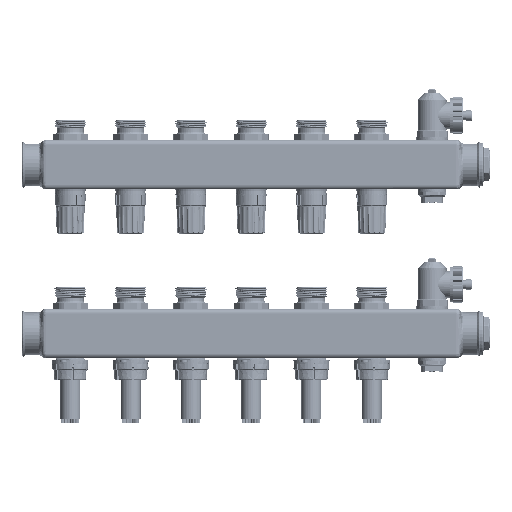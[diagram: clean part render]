
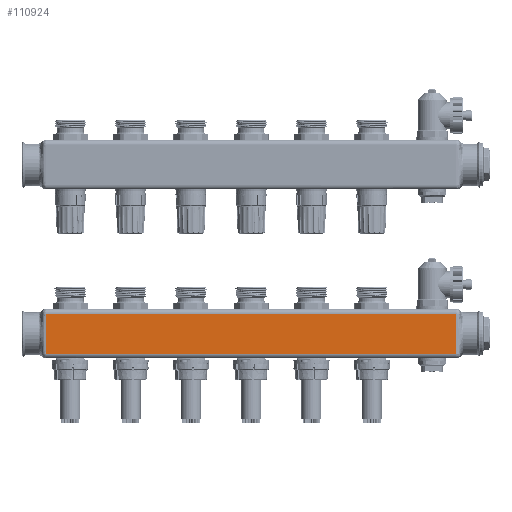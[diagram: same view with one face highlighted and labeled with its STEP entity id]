
A CAD part, front view. The second image highlights one B-rep face of the part: STEP entity #110924.
In plain terms, the highlighted planar face has unit normal (0, -1, 0).
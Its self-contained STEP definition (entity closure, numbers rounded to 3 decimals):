
#106764=CARTESIAN_POINT('',(19.869,-20.,
-16.5));
#106772=CARTESIAN_POINT('',(360.131,-20.,16.5));
#106773=CARTESIAN_POINT('',(360.131,-20.,16.5));
#106774=CARTESIAN_POINT('',(360.152,-20.,
16.011));
#106775=CARTESIAN_POINT('',(360.196,-20.,
15.056));
#106776=CARTESIAN_POINT('',(360.268,-20.,
13.66));
#106777=CARTESIAN_POINT('',(360.342,-20.,
12.351));
#106778=CARTESIAN_POINT('',(360.415,-20.,
11.15));
#106779=CARTESIAN_POINT('',(360.482,-20.,10.064));
#106780=CARTESIAN_POINT('',(360.543,-20.,
9.058));
#106781=CARTESIAN_POINT('',(360.599,-20.,8.084));
#106782=CARTESIAN_POINT('',(360.65,-20.,7.111));
#106783=CARTESIAN_POINT('',(360.696,-20.,6.135));
#106784=CARTESIAN_POINT('',(360.735,-20.,5.159));
#106785=CARTESIAN_POINT('',(360.767,-20.,4.16));
#106786=CARTESIAN_POINT('',(360.793,-20.,3.096));
#106787=CARTESIAN_POINT('',(360.812,-20.,1.923));
#106788=CARTESIAN_POINT('',(360.823,-20.,0.658));
#106789=CARTESIAN_POINT('',(360.823,-20.,-0.614));
#106790=CARTESIAN_POINT('',(360.813,-20.,-1.805));
#106791=CARTESIAN_POINT('',(360.796,-20.,-2.888));
#106792=CARTESIAN_POINT('',(360.774,-20.,-3.9));
#106793=CARTESIAN_POINT('',(360.744,-20.,-4.883));
#106794=CARTESIAN_POINT('',(360.707,-20.,-5.862));
#106795=CARTESIAN_POINT('',(360.664,-20.,-6.838));
#106796=CARTESIAN_POINT('',(360.614,-20.,-7.806));
#106797=CARTESIAN_POINT('',(360.559,-20.,-8.787));
#106798=CARTESIAN_POINT('',(360.497,-20.,-9.822));
#106799=CARTESIAN_POINT('',(360.427,-20.,-10.949));
#106800=CARTESIAN_POINT('',(360.353,-20.,-12.179));
#106801=CARTESIAN_POINT('',(360.276,-20.,-13.512));
#106802=CARTESIAN_POINT('',(360.2,-20.,-14.964));
#106803=CARTESIAN_POINT('',(360.154,-20.,-15.972));
#106804=CARTESIAN_POINT('',(360.131,-20.,-16.5));
#106805=CARTESIAN_POINT('',(360.131,-20.,-16.5));
#106807=CARTESIAN_POINT('',(19.869,-20.,-16.5));
#106808=CARTESIAN_POINT('',(19.869,-20.,-16.5));
#106809=CARTESIAN_POINT('',(19.847,-20.,
-15.999));
#106810=CARTESIAN_POINT('',(19.803,-20.,
-15.025));
#106811=CARTESIAN_POINT('',(19.729,-20.,
-13.613));
#106812=CARTESIAN_POINT('',(19.655,-20.,
-12.302));
#106813=CARTESIAN_POINT('',(19.582,-20.,
-11.107));
#106814=CARTESIAN_POINT('',(19.516,-20.,-10.025));
#106815=CARTESIAN_POINT('',(19.455,-20.,-9.022));
#106816=CARTESIAN_POINT('',(19.399,-20.,-8.048));
#106817=CARTESIAN_POINT('',(19.348,-20.,-7.074));
#106818=CARTESIAN_POINT('',(19.302,-20.,-6.098));
#106819=CARTESIAN_POINT('',(19.264,-20.,-5.121));
#106820=CARTESIAN_POINT('',(19.232,-20.,-4.123));
#106821=CARTESIAN_POINT('',(19.207,-20.,-3.06));
#106822=CARTESIAN_POINT('',(19.188,-20.,-1.887));
#106823=CARTESIAN_POINT('',(19.177,-20.,-0.621));
#106824=CARTESIAN_POINT('',(19.178,-20.,0.653));
#106825=CARTESIAN_POINT('',(19.187,-20.,1.845));
#106826=CARTESIAN_POINT('',(19.204,-20.,2.928));
#106827=CARTESIAN_POINT('',(19.228,-20.,3.939));
#106828=CARTESIAN_POINT('',(19.257,-20.,4.921));
#106829=CARTESIAN_POINT('',(19.294,-20.,5.898));
#106830=CARTESIAN_POINT('',(19.338,-20.,6.872));
#106831=CARTESIAN_POINT('',(19.388,-20.,7.839));
#106832=CARTESIAN_POINT('',(19.443,-20.,8.819));
#106833=CARTESIAN_POINT('',(19.505,-20.,9.855));
#106834=CARTESIAN_POINT('',(19.575,-20.,10.982));
#106835=CARTESIAN_POINT('',(19.649,-20.,12.207));
#106836=CARTESIAN_POINT('',(19.725,-20.,13.532));
#106837=CARTESIAN_POINT('',(19.8,-20.,14.973));
#106838=CARTESIAN_POINT('',(19.846,-20.,15.975));
#106839=CARTESIAN_POINT('',(19.869,-20.,16.5));
#107827=DIRECTION('',(-1.,0.,0.));
#107828=VECTOR('',#107827,340.263);
#107829=CARTESIAN_POINT('',(360.131,-20.,
16.5));
#107830=LINE('',#107829,#107828);
#107831=CARTESIAN_POINT('',(19.869,-20.,
16.5));
#108822=DIRECTION('',(1.,0.,0.));
#108823=VECTOR('',#108822,340.263);
#108824=CARTESIAN_POINT('',(19.869,-20.,
-16.5));
#108825=LINE('',#108824,#108823);
#109481=VERTEX_POINT('',#107831);
#109496=VERTEX_POINT('',#106764);
#109498=VERTEX_POINT('',#106772);
#109499=VERTEX_POINT('',#106805);
#110910=CARTESIAN_POINT('',(190.,-20.,0.));
#110911=DIRECTION('',(0.,1.,0.));
#110912=DIRECTION('',(1.,0.,0.));
#110913=AXIS2_PLACEMENT_3D('',#110910,#110911,#110912);
#110914=PLANE('',#110913);
#110916=ORIENTED_EDGE('',*,*,#110915,.T.);
#110918=ORIENTED_EDGE('',*,*,#110917,.F.);
#110919=ORIENTED_EDGE('',*,*,#110904,.T.);
#110921=ORIENTED_EDGE('',*,*,#110920,.F.);
#110922=EDGE_LOOP('',(#110916,#110918,#110919,#110921));
#110923=FACE_OUTER_BOUND('',#110922,.F.);
#110924=ADVANCED_FACE('',(#110923),#110914,.F.);
#106806=B_SPLINE_CURVE_WITH_KNOTS('',3,(#106772,#106773,#106774,#106775,#106776,
#106777,#106778,#106779,#106780,#106781,#106782,#106783,#106784,#106785,#106786,
#106787,#106788,#106789,#106790,#106791,#106792,#106793,#106794,#106795,#106796,
#106797,#106798,#106799,#106800,#106801,#106802,#106803,#106804,#106805),
.UNSPECIFIED.,.F.,.F.,(4,1,1,1,1,1,1,1,1,1,1,1,1,1,1,1,1,1,1,1,1,1,1,1,1,1,1,1,
1,1,1,4),(0.,0.,0.044,0.086,
0.126,0.163,0.195,0.225,
0.254,0.284,0.314,0.344,
0.373,0.405,0.44,0.48,
0.52,0.556,0.588,0.618,
0.648,0.678,0.708,0.737,
0.766,0.797,0.832,0.869,
0.909,0.952,1.,1.),.UNSPECIFIED.);
#106840=B_SPLINE_CURVE_WITH_KNOTS('',3,(#106807,#106808,#106809,#106810,#106811,
#106812,#106813,#106814,#106815,#106816,#106817,#106818,#106819,#106820,#106821,
#106822,#106823,#106824,#106825,#106826,#106827,#106828,#106829,#106830,#106831,
#106832,#106833,#106834,#106835,#106836,#106837,#106838,#106839),.UNSPECIFIED.,
.F.,.F.,(4,1,1,1,1,1,1,1,1,1,1,1,1,1,1,1,1,1,1,1,1,1,1,1,1,1,1,1,1,1,4),(0.,
0.,0.045,0.088,0.128,
0.164,0.196,0.226,0.255,
0.285,0.315,0.345,0.375,
0.406,0.441,0.481,0.521,
0.557,0.589,0.619,0.649,
0.679,0.709,0.738,0.767,
0.798,0.833,0.87,0.91,
0.953,1.),.UNSPECIFIED.);
#110904=EDGE_CURVE('',#109496,#109481,#106840,.T.);
#110915=EDGE_CURVE('',#109498,#109499,#106806,.T.);
#110917=EDGE_CURVE('',#109496,#109499,#108825,.T.);
#110920=EDGE_CURVE('',#109498,#109481,#107830,.T.);
